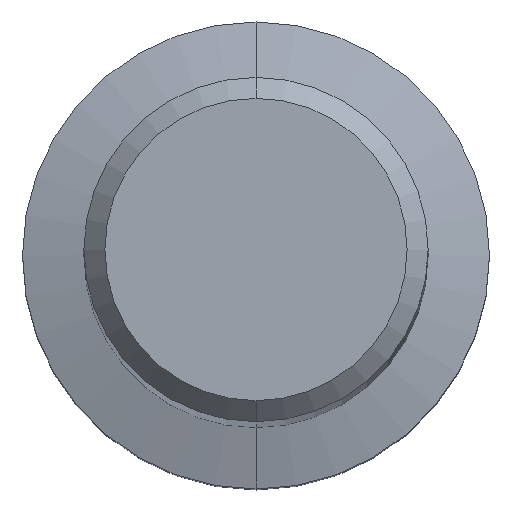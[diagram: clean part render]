
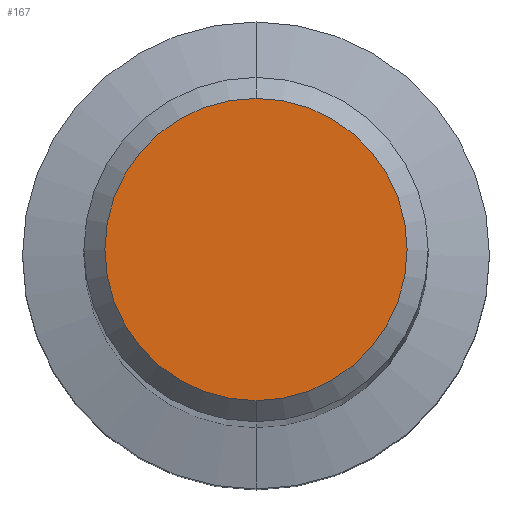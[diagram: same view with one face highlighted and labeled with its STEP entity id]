
A CAD part, top view. The second image highlights one B-rep face of the part: STEP entity #167.
In plain terms, the highlighted planar face has unit normal (0, 0, 1).
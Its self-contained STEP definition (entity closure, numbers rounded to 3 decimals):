
#137=EDGE_CURVE('',#271,#257,#338,.T.);
#151=EDGE_CURVE('',#257,#271,#353,.T.);
#167=ADVANCED_FACE('',(#369),#370,.T.);
#257=VERTEX_POINT('',#473);
#271=VERTEX_POINT('',#489);
#338=CIRCLE('',#559,3.6);
#353=CIRCLE('',#579,3.6);
#369=FACE_OUTER_BOUND('',#601,.T.);
#370=PLANE('',#602);
#473=CARTESIAN_POINT('',(0.,-3.6,0.0));
#489=CARTESIAN_POINT('',(0.0,3.6,0.0));
#559=AXIS2_PLACEMENT_3D('',#820,#821,#822);
#579=AXIS2_PLACEMENT_3D('',#843,#844,#845);
#601=EDGE_LOOP('',(#860,#861));
#602=AXIS2_PLACEMENT_3D('',#862,#863,#864);
#820=CARTESIAN_POINT('',(0.0,0.0,0.0));
#821=DIRECTION('',(0.0,0.0,-1.0));
#822=DIRECTION('',(0.0,1.0,0.0));
#843=CARTESIAN_POINT('',(0.0,0.0,0.0));
#844=DIRECTION('',(0.0,0.0,-1.0));
#845=DIRECTION('',(0.0,1.0,0.0));
#860=ORIENTED_EDGE('',*,*,#137,.F.);
#861=ORIENTED_EDGE('',*,*,#151,.F.);
#862=CARTESIAN_POINT('',(0.0,1.8,0.0));
#863=DIRECTION('',(-0.0,0.0,1.0));
#864=DIRECTION('',(0.0,-1.0,0.0));
